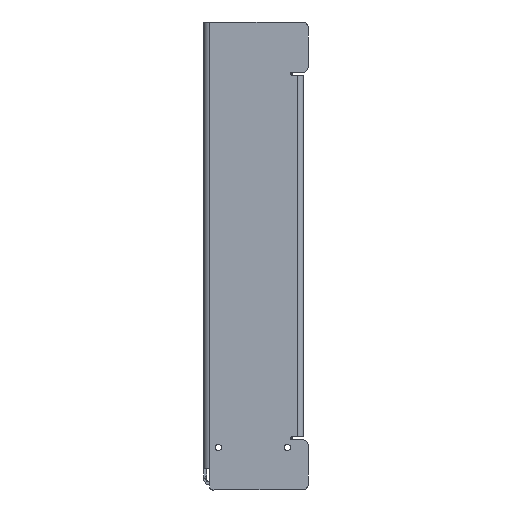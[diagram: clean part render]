
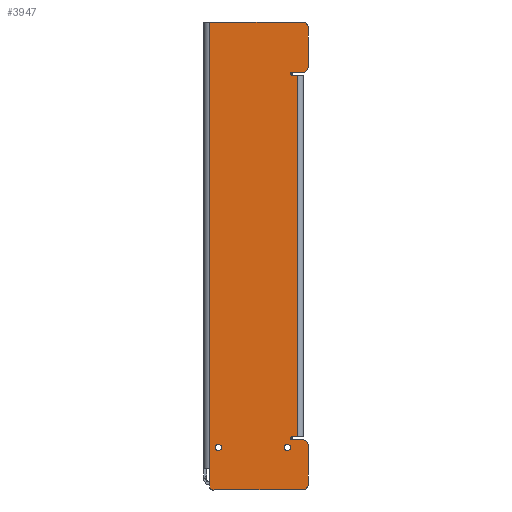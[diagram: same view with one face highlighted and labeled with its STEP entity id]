
A CAD part, left-side view. The second image highlights one B-rep face of the part: STEP entity #3947.
In plain terms, the highlighted planar face has unit normal (-1, 0, 0).
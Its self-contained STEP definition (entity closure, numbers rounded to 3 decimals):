
#23=FACE_BOUND('',#465,.T.);
#24=FACE_BOUND('',#466,.T.);
#114=PLANE('',#4181);
#259=FACE_OUTER_BOUND('',#464,.T.);
#464=EDGE_LOOP('',(#2784,#2785,#2786,#2787,#2788,#2789,#2790,#2791,#2792,
#2793,#2794,#2795,#2796,#2797,#2798,#2799,#2800,#2801));
#465=EDGE_LOOP('',(#2802));
#466=EDGE_LOOP('',(#2803));
#763=LINE('',#5697,#1210);
#766=LINE('',#5703,#1213);
#767=LINE('',#5707,#1214);
#768=LINE('',#5709,#1215);
#769=LINE('',#5711,#1216);
#770=LINE('',#5715,#1217);
#771=LINE('',#5719,#1218);
#772=LINE('',#5723,#1219);
#773=LINE('',#5727,#1220);
#774=LINE('',#5729,#1221);
#775=LINE('',#5731,#1222);
#1210=VECTOR('',#4581,10.);
#1213=VECTOR('',#4586,10.);
#1214=VECTOR('',#4589,10.);
#1215=VECTOR('',#4590,10.);
#1216=VECTOR('',#4591,10.);
#1217=VECTOR('',#4594,10.);
#1218=VECTOR('',#4597,10.);
#1219=VECTOR('',#4600,10.);
#1220=VECTOR('',#4603,10.);
#1221=VECTOR('',#4604,10.);
#1222=VECTOR('',#4605,10.);
#1644=CIRCLE('',#4179,3.);
#1645=CIRCLE('',#4182,3.);
#1646=CIRCLE('',#4183,1.524);
#1647=CIRCLE('',#4184,3.);
#1648=CIRCLE('',#4185,3.);
#1649=CIRCLE('',#4186,0.749);
#1650=CIRCLE('',#4187,0.749);
#1651=CIRCLE('',#4188,1.6);
#1652=CIRCLE('',#4189,1.6);
#1791=VERTEX_POINT('',#5690);
#1792=VERTEX_POINT('',#5692);
#1793=VERTEX_POINT('',#5696);
#1795=VERTEX_POINT('',#5702);
#1796=VERTEX_POINT('',#5704);
#1797=VERTEX_POINT('',#5706);
#1798=VERTEX_POINT('',#5708);
#1799=VERTEX_POINT('',#5710);
#1800=VERTEX_POINT('',#5712);
#1801=VERTEX_POINT('',#5714);
#1802=VERTEX_POINT('',#5716);
#1803=VERTEX_POINT('',#5718);
#1804=VERTEX_POINT('',#5720);
#1805=VERTEX_POINT('',#5722);
#1806=VERTEX_POINT('',#5724);
#1807=VERTEX_POINT('',#5726);
#1808=VERTEX_POINT('',#5728);
#1809=VERTEX_POINT('',#5730);
#1810=VERTEX_POINT('',#5733);
#1811=VERTEX_POINT('',#5735);
#2181=EDGE_CURVE('',#1791,#1792,#1644,.T.);
#2183=EDGE_CURVE('',#1793,#1792,#763,.T.);
#2186=EDGE_CURVE('',#1791,#1795,#766,.T.);
#2187=EDGE_CURVE('',#1796,#1795,#1645,.T.);
#2188=EDGE_CURVE('',#1796,#1797,#767,.T.);
#2189=EDGE_CURVE('',#1798,#1797,#768,.T.);
#2190=EDGE_CURVE('',#1799,#1798,#769,.T.);
#2191=EDGE_CURVE('',#1800,#1799,#1646,.T.);
#2192=EDGE_CURVE('',#1800,#1801,#770,.F.);
#2193=EDGE_CURVE('',#1802,#1801,#1647,.T.);
#2194=EDGE_CURVE('',#1802,#1803,#771,.T.);
#2195=EDGE_CURVE('',#1804,#1803,#1648,.T.);
#2196=EDGE_CURVE('',#1804,#1805,#772,.T.);
#2197=EDGE_CURVE('',#1805,#1806,#1649,.T.);
#2198=EDGE_CURVE('',#1806,#1807,#773,.T.);
#2199=EDGE_CURVE('',#1808,#1807,#774,.T.);
#2200=EDGE_CURVE('',#1809,#1808,#775,.T.);
#2201=EDGE_CURVE('',#1809,#1793,#1650,.T.);
#2202=EDGE_CURVE('',#1810,#1810,#1651,.T.);
#2203=EDGE_CURVE('',#1811,#1811,#1652,.T.);
#2784=ORIENTED_EDGE('',*,*,#2181,.F.);
#2785=ORIENTED_EDGE('',*,*,#2186,.T.);
#2786=ORIENTED_EDGE('',*,*,#2187,.F.);
#2787=ORIENTED_EDGE('',*,*,#2188,.T.);
#2788=ORIENTED_EDGE('',*,*,#2189,.F.);
#2789=ORIENTED_EDGE('',*,*,#2190,.F.);
#2790=ORIENTED_EDGE('',*,*,#2191,.F.);
#2791=ORIENTED_EDGE('',*,*,#2192,.T.);
#2792=ORIENTED_EDGE('',*,*,#2193,.F.);
#2793=ORIENTED_EDGE('',*,*,#2194,.T.);
#2794=ORIENTED_EDGE('',*,*,#2195,.F.);
#2795=ORIENTED_EDGE('',*,*,#2196,.T.);
#2796=ORIENTED_EDGE('',*,*,#2197,.T.);
#2797=ORIENTED_EDGE('',*,*,#2198,.T.);
#2798=ORIENTED_EDGE('',*,*,#2199,.F.);
#2799=ORIENTED_EDGE('',*,*,#2200,.F.);
#2800=ORIENTED_EDGE('',*,*,#2201,.T.);
#2801=ORIENTED_EDGE('',*,*,#2183,.T.);
#2802=ORIENTED_EDGE('',*,*,#2202,.T.);
#2803=ORIENTED_EDGE('',*,*,#2203,.T.);
#3947=ADVANCED_FACE('',(#259,#23,#24),#114,.T.);
#4179=AXIS2_PLACEMENT_3D('',#5693,#4576,#4577);
#4181=AXIS2_PLACEMENT_3D('',#5701,#4584,#4585);
#4182=AXIS2_PLACEMENT_3D('',#5705,#4587,#4588);
#4183=AXIS2_PLACEMENT_3D('',#5713,#4592,#4593);
#4184=AXIS2_PLACEMENT_3D('',#5717,#4595,#4596);
#4185=AXIS2_PLACEMENT_3D('',#5721,#4598,#4599);
#4186=AXIS2_PLACEMENT_3D('',#5725,#4601,#4602);
#4187=AXIS2_PLACEMENT_3D('',#5732,#4606,#4607);
#4188=AXIS2_PLACEMENT_3D('',#5734,#4608,#4609);
#4189=AXIS2_PLACEMENT_3D('',#5736,#4610,#4611);
#4576=DIRECTION('center_axis',(1.,0.,0.));
#4577=DIRECTION('ref_axis',(0.,-0.707,-0.707));
#4581=DIRECTION('',(0.,-1.,0.));
#4584=DIRECTION('center_axis',(-1.,0.,0.));
#4585=DIRECTION('ref_axis',(0.,0.,
1.));
#4586=DIRECTION('',(0.,0.,1.));
#4587=DIRECTION('center_axis',(1.,0.,0.));
#4588=DIRECTION('ref_axis',(0.,-0.707,0.707));
#4589=DIRECTION('',(0.,1.,0.));
#4590=DIRECTION('',(0.,0.,1.));
#4591=DIRECTION('',(0.,0.,1.));
#4592=DIRECTION('center_axis',(1.,0.,0.));
#4593=DIRECTION('ref_axis',(0.,0.707,-0.707));
#4594=DIRECTION('',(0.,1.,0.));
#4595=DIRECTION('center_axis',(1.,0.,0.));
#4596=DIRECTION('ref_axis',(0.,-0.707,-0.707));
#4597=DIRECTION('',(0.,0.,1.));
#4598=DIRECTION('center_axis',(1.,0.,0.));
#4599=DIRECTION('ref_axis',(0.,-0.707,0.707));
#4600=DIRECTION('',(0.,1.,0.));
#4601=DIRECTION('center_axis',(1.,0.,0.));
#4602=DIRECTION('ref_axis',(0.,0.,
1.));
#4603=DIRECTION('',(0.,-1.,0.));
#4604=DIRECTION('',(0.,0.,-1.));
#4605=DIRECTION('',(0.,-1.,0.));
#4606=DIRECTION('center_axis',(1.,0.,0.));
#4607=DIRECTION('ref_axis',(0.,0.,
-1.));
#4608=DIRECTION('center_axis',(1.,0.,0.));
#4609=DIRECTION('ref_axis',(0.,0.,
1.));
#4610=DIRECTION('center_axis',(1.,0.,0.));
#4611=DIRECTION('ref_axis',(0.,0.,
1.));
#5690=CARTESIAN_POINT('',(-110.573,-72.212,-217.922));
#5692=CARTESIAN_POINT('',(-110.573,-69.212,-220.922));
#5693=CARTESIAN_POINT('Origin',(-110.573,-69.212,-217.922));
#5696=CARTESIAN_POINT('',(-110.573,-63.918,-220.922));
#5697=CARTESIAN_POINT('',(-110.573,-56.673,-220.922));
#5701=CARTESIAN_POINT('Origin',(-110.573,-46.431,-313.622));
#5702=CARTESIAN_POINT('',(-110.573,-72.212,-198.147));
#5703=CARTESIAN_POINT('',(-110.573,-72.212,-195.147));
#5704=CARTESIAN_POINT('',(-110.573,-69.212,-195.147));
#5705=CARTESIAN_POINT('Origin',(-110.573,-69.212,-198.147));
#5706=CARTESIAN_POINT('',(-110.573,-21.709,-195.147));
#5707=CARTESIAN_POINT('',(-110.573,-23.709,-195.147));
#5708=CARTESIAN_POINT('',(-110.573,-21.709,-423.697));
#5709=CARTESIAN_POINT('',(-110.573,-21.709,-314.122));
#5710=CARTESIAN_POINT('',(-110.573,-21.709,-433.173));
#5711=CARTESIAN_POINT('',(-110.573,-21.709,-314.122));
#5712=CARTESIAN_POINT('',(-110.573,-23.233,-434.697));
#5713=CARTESIAN_POINT('Origin',(-110.573,-23.233,-433.173));
#5714=CARTESIAN_POINT('',(-110.573,-69.212,-434.697));
#5715=CARTESIAN_POINT('',(-110.573,-33.54,-434.697));
#5716=CARTESIAN_POINT('',(-110.573,-72.212,-431.697));
#5717=CARTESIAN_POINT('Origin',(-110.573,-69.212,-431.697));
#5718=CARTESIAN_POINT('',(-110.573,-72.212,-411.938));
#5719=CARTESIAN_POINT('',(-110.573,-72.212,-195.147));
#5720=CARTESIAN_POINT('',(-110.573,-69.212,-408.938));
#5721=CARTESIAN_POINT('Origin',(-110.573,-69.212,-411.938));
#5722=CARTESIAN_POINT('',(-110.573,-63.918,-408.938));
#5723=CARTESIAN_POINT('',(-110.573,-60.959,-408.938));
#5724=CARTESIAN_POINT('',(-110.573,-63.918,-407.44));
#5725=CARTESIAN_POINT('Origin',(-110.573,-63.918,-408.189));
#5726=CARTESIAN_POINT('',(-110.573,-66.915,-407.44));
#5727=CARTESIAN_POINT('',(-110.573,-56.673,-407.44));
#5728=CARTESIAN_POINT('',(-110.573,-66.915,-222.421));
#5729=CARTESIAN_POINT('',(-110.573,-66.915,-314.171));
#5730=CARTESIAN_POINT('',(-110.573,-63.918,-222.421));
#5731=CARTESIAN_POINT('',(-110.573,-55.924,-222.421));
#5732=CARTESIAN_POINT('Origin',(-110.573,-63.918,-221.671));
#5733=CARTESIAN_POINT('',(-110.573,-61.515,-414.538));
#5734=CARTESIAN_POINT('Origin',(-110.573,-61.515,-412.938));
#5735=CARTESIAN_POINT('',(-110.573,-26.209,-414.538));
#5736=CARTESIAN_POINT('Origin',(-110.573,-26.209,-412.938));
